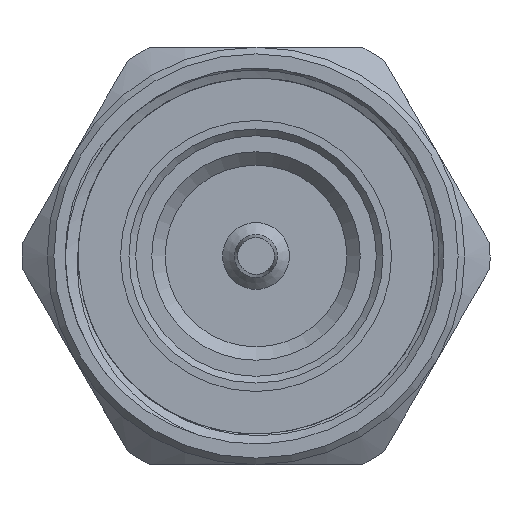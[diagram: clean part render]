
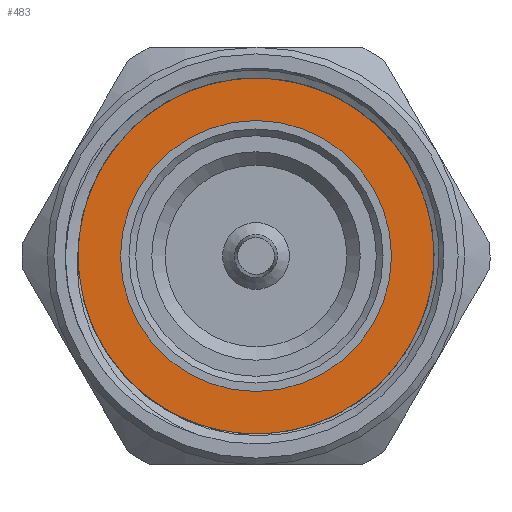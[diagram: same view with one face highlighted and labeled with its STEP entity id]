
A CAD part, left-side view. The second image highlights one B-rep face of the part: STEP entity #483.
In plain terms, the highlighted planar face has unit normal (-1, 0, 0).
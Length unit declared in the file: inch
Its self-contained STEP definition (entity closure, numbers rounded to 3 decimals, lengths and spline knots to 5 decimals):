
#48 = EDGE_CURVE ( 'NONE', #1003, #1003, #731, .T. ) ;
#78 = EDGE_LOOP ( 'NONE', ( #3419 ) ) ;
#157 = CARTESIAN_POINT ( 'NONE',  ( 0.39764, 0., 0.57237 ) ) ;
#483 = ADVANCED_FACE ( 'NONE', ( #1114, #1026 ), #3182, .T. ) ;
#569 = DIRECTION ( 'NONE',  ( -1., 0., 0. ) ) ;
#731 = CIRCLE ( 'NONE', #3157, 0.40551 ) ;
#1003 = VERTEX_POINT ( 'NONE', #1035 ) ;
#1006 = DIRECTION ( 'NONE',  ( 0., 0., 1. ) ) ;
#1026 = FACE_BOUND ( 'NONE', #3267, .T. ) ;
#1035 = CARTESIAN_POINT ( 'NONE',  ( 0.39764, 0., 0.40551 ) ) ;
#1114 = FACE_OUTER_BOUND ( 'NONE', #78, .T. ) ;
#1798 = EDGE_CURVE ( 'NONE', #3858, #3858, #3038, .T. ) ;
#2317 = DIRECTION ( 'NONE',  ( -1., 0., 0. ) ) ;
#2640 = DIRECTION ( 'NONE',  ( -1., 0., 0. ) ) ;
#2966 = CARTESIAN_POINT ( 'NONE',  ( 0.39764, 0., 0. ) ) ;
#3038 = CIRCLE ( 'NONE', #4257, 0.57237 ) ;
#3157 = AXIS2_PLACEMENT_3D ( 'NONE', #2966, #569, #4221 ) ;
#3182 = PLANE ( 'NONE',  #4462 ) ;
#3267 = EDGE_LOOP ( 'NONE', ( #5365 ) ) ;
#3419 = ORIENTED_EDGE ( 'NONE', *, *, #1798, .T. ) ;
#3594 = DIRECTION ( 'NONE',  ( 0., 0., 1. ) ) ;
#3858 = VERTEX_POINT ( 'NONE', #157 ) ;
#4221 = DIRECTION ( 'NONE',  ( 0., 0., 1. ) ) ;
#4257 = AXIS2_PLACEMENT_3D ( 'NONE', #4794, #2640, #1006 ) ;
#4414 = CARTESIAN_POINT ( 'NONE',  ( 0.39764, 0., 0. ) ) ;
#4462 = AXIS2_PLACEMENT_3D ( 'NONE', #4414, #2317, #3594 ) ;
#4794 = CARTESIAN_POINT ( 'NONE',  ( 0.39764, 0., 0. ) ) ;
#5365 = ORIENTED_EDGE ( 'NONE', *, *, #48, .F. ) ;
